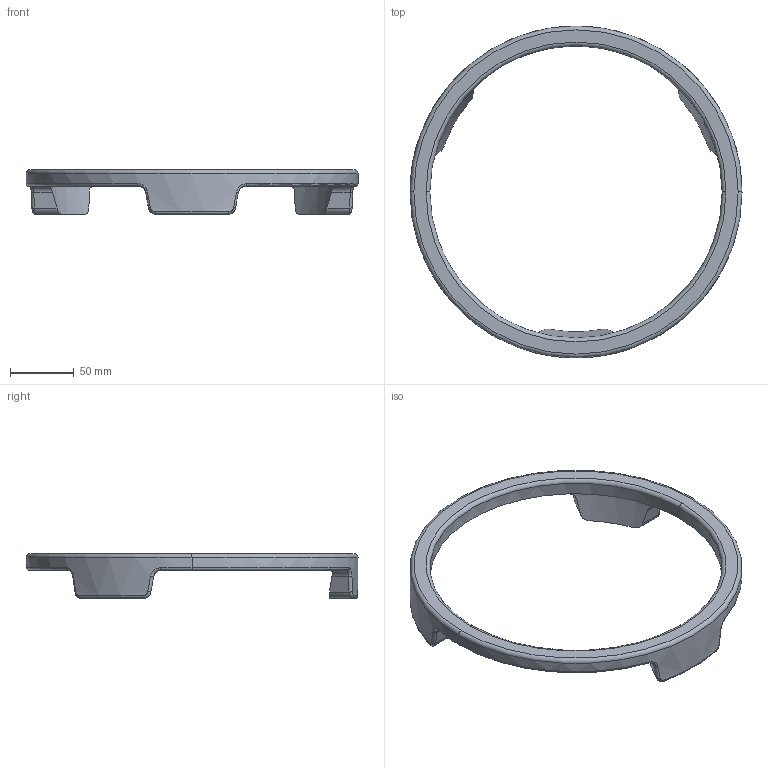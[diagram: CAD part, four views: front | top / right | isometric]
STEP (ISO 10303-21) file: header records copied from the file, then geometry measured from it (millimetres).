
FILE_DESCRIPTION (( 'STEP AP203' ), '1' );
FILE_NAME ('bride haut.STEP', '2020-03-24T17:28:33', ( '' ), ( '' ), 'SwSTEP 2.0', 'SolidWorks 2020', '' );
FILE_SCHEMA (( 'CONFIG_CONTROL_DESIGN' ));
Length unit declared in the file: millimetre
Products named in the file (1): bride haut
Bounding box: 260 x 260 x 35 mm (x, y, z)
Volume: 227483 mm3; surface area: 52080.3 mm2
Topology: 1 solids, 1 shells, 61 faces, 145 edges, 85 vertices
Faces by surface type: bspline 18, cylinder 16, plane 13, torus 11, cone 3
Entity records: 2855 total; most frequent: CARTESIAN_POINT 1516, ORIENTED_EDGE 290, DIRECTION 242, EDGE_CURVE 145, AXIS2_PLACEMENT_3D 107, VERTEX_POINT 85, CIRCLE 63, EDGE_LOOP 62
